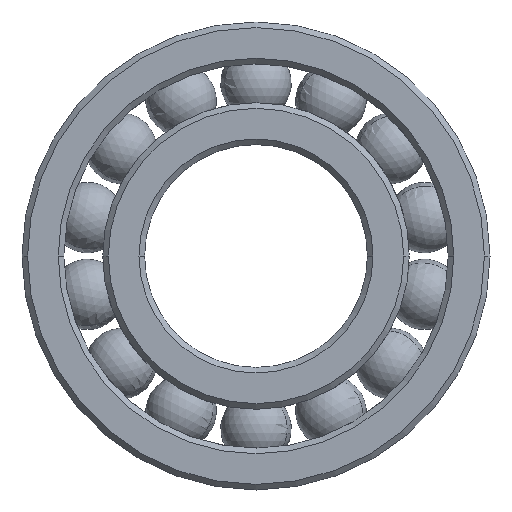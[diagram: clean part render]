
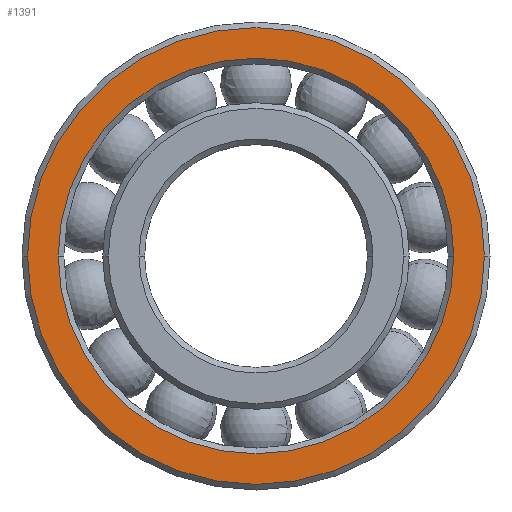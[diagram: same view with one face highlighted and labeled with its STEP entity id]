
A CAD part, front view. The second image highlights one B-rep face of the part: STEP entity #1391.
In plain terms, the highlighted planar face has unit normal (0, -1, 0).
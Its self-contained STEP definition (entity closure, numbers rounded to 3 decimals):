
#1282=CARTESIAN_POINT('Vertex',(-35.5,-7.5,0.)) ;
#1289=CARTESIAN_POINT('Vertex',(35.5,-7.5,0.)) ;
#1292=CARTESIAN_POINT('Axis2P3D Location',(0.,-7.5,0.)) ;
#1309=CARTESIAN_POINT('Axis2P3D Location',(0.,-7.5,0.)) ;
#1364=CARTESIAN_POINT('Axis2P3D Location',(0.,-7.5,0.)) ;
#1369=CARTESIAN_POINT('Axis2P3D Location',(0.,-7.5,0.)) ;
#1373=CARTESIAN_POINT('Vertex',(41.,-7.5,0.)) ;
#1375=CARTESIAN_POINT('Vertex',(-41.,-7.5,0.)) ;
#1378=CARTESIAN_POINT('Axis2P3D Location',(0.,-7.5,0.)) ;
#1293=DIRECTION('Axis2P3D Direction',(0.,1.,0.)) ;
#1310=DIRECTION('Axis2P3D Direction',(0.,1.,0.)) ;
#1365=DIRECTION('Axis2P3D Direction',(0.,1.,0.)) ;
#1366=DIRECTION('Axis2P3D XDirection',(-1.,0.,0.)) ;
#1370=DIRECTION('Axis2P3D Direction',(0.,1.,0.)) ;
#1379=DIRECTION('Axis2P3D Direction',(0.,1.,0.)) ;
#1294=AXIS2_PLACEMENT_3D('Circle Axis2P3D',#1292,#1293,$) ;
#1311=AXIS2_PLACEMENT_3D('Circle Axis2P3D',#1309,#1310,$) ;
#1367=AXIS2_PLACEMENT_3D('Plane Axis2P3D',#1364,#1365,#1366) ;
#1371=AXIS2_PLACEMENT_3D('Circle Axis2P3D',#1369,#1370,$) ;
#1380=AXIS2_PLACEMENT_3D('Circle Axis2P3D',#1378,#1379,$) ;
#1384=ORIENTED_EDGE('',*,*,#1377,.F.) ;
#1385=ORIENTED_EDGE('',*,*,#1382,.F.) ;
#1388=ORIENTED_EDGE('',*,*,#1296,.T.) ;
#1389=ORIENTED_EDGE('',*,*,#1313,.T.) ;
#1390=FACE_BOUND('',#1387,.T.) ;
#1391=ADVANCED_FACE('PartBody',(#1386,#1390),#1368,.F.) ;
#1295=CIRCLE('generated circle',#1294,35.5) ;
#1312=CIRCLE('generated circle',#1311,35.5) ;
#1372=CIRCLE('generated circle',#1371,41.) ;
#1381=CIRCLE('generated circle',#1380,41.) ;
#1296=EDGE_CURVE('',#1283,#1290,#1295,.T.) ;
#1313=EDGE_CURVE('',#1290,#1283,#1312,.T.) ;
#1377=EDGE_CURVE('',#1374,#1376,#1372,.T.) ;
#1382=EDGE_CURVE('',#1376,#1374,#1381,.T.) ;
#1383=EDGE_LOOP('',(#1384,#1385)) ;
#1387=EDGE_LOOP('',(#1388,#1389)) ;
#1386=FACE_OUTER_BOUND('',#1383,.T.) ;
#1368=PLANE('',#1367) ;
#1283=VERTEX_POINT('',#1282) ;
#1290=VERTEX_POINT('',#1289) ;
#1374=VERTEX_POINT('',#1373) ;
#1376=VERTEX_POINT('',#1375) ;
